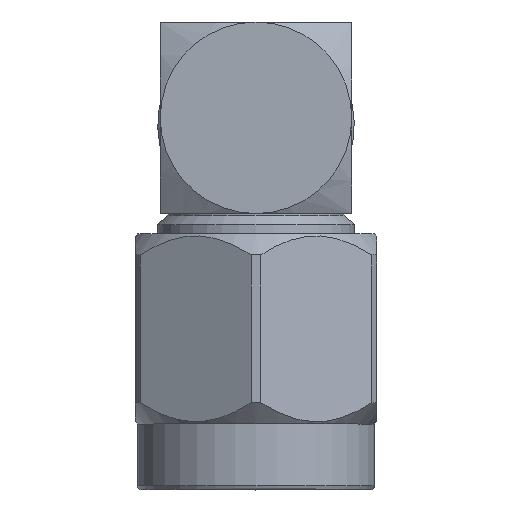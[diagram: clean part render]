
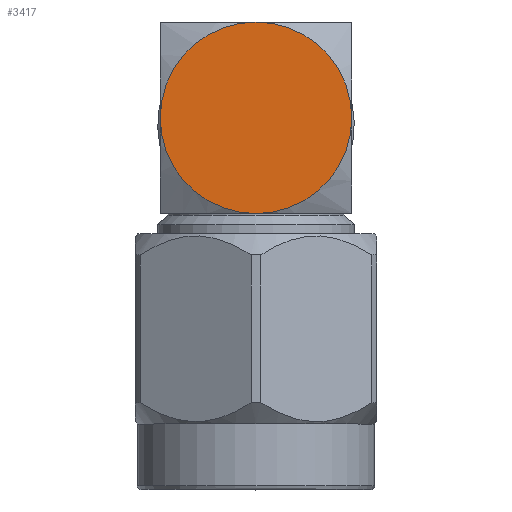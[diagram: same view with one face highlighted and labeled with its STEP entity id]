
A CAD part, top view. The second image highlights one B-rep face of the part: STEP entity #3417.
In plain terms, the highlighted face is planar.
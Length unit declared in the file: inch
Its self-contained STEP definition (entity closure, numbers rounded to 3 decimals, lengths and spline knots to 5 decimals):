
#703 = EDGE_CURVE ( 'NONE', #10679, #7997, #1335, .T. ) ;
#729 = AXIS2_PLACEMENT_3D ( 'NONE', #14584, #3913, #17401 ) ;
#1335 = CIRCLE ( 'NONE', #729, 0.125 ) ;
#1853 = PLANE ( 'NONE',  #4704 ) ;
#1987 = CARTESIAN_POINT ( 'NONE',  ( -0.125, -0.48523, 0.125 ) ) ;
#3228 = DIRECTION ( 'NONE',  ( 0., 0., 1. ) ) ;
#3417 = ADVANCED_FACE ( 'NONE', ( #16627 ), #1853, .T. ) ;
#3864 = AXIS2_PLACEMENT_3D ( 'NONE', #8749, #8524, #3228 ) ;
#3913 = DIRECTION ( 'NONE',  ( -1., 0., 0. ) ) ;
#3937 = ORIENTED_EDGE ( 'NONE', *, *, #703, .T. ) ;
#4152 = CARTESIAN_POINT ( 'NONE',  ( -0.125, -0.48523, -0.125 ) ) ;
#4321 = DIRECTION ( 'NONE',  ( 0., 0., 1. ) ) ;
#4704 = AXIS2_PLACEMENT_3D ( 'NONE', #15185, #9799, #4321 ) ;
#5110 = EDGE_LOOP ( 'NONE', ( #5547, #3937 ) ) ;
#5175 = CIRCLE ( 'NONE', #3864, 0.125 ) ;
#5547 = ORIENTED_EDGE ( 'NONE', *, *, #14704, .T. ) ;
#7997 = VERTEX_POINT ( 'NONE', #4152 ) ;
#8524 = DIRECTION ( 'NONE',  ( -1., 0., 0. ) ) ;
#8749 = CARTESIAN_POINT ( 'NONE',  ( -0.125, -0.48523, 0. ) ) ;
#9799 = DIRECTION ( 'NONE',  ( -1., 0., 0. ) ) ;
#10679 = VERTEX_POINT ( 'NONE', #1987 ) ;
#14584 = CARTESIAN_POINT ( 'NONE',  ( -0.125, -0.48523, 0. ) ) ;
#14704 = EDGE_CURVE ( 'NONE', #7997, #10679, #5175, .T. ) ;
#15185 = CARTESIAN_POINT ( 'NONE',  ( -0.125, -0.36023, -0.125 ) ) ;
#16627 = FACE_OUTER_BOUND ( 'NONE', #5110, .T. ) ;
#17401 = DIRECTION ( 'NONE',  ( 0., 0., 1. ) ) ;
